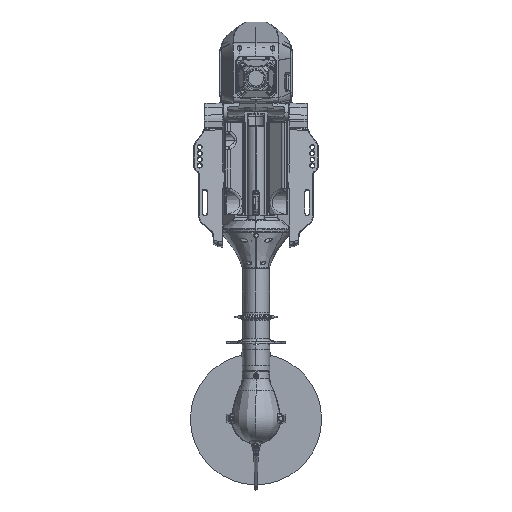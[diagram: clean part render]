
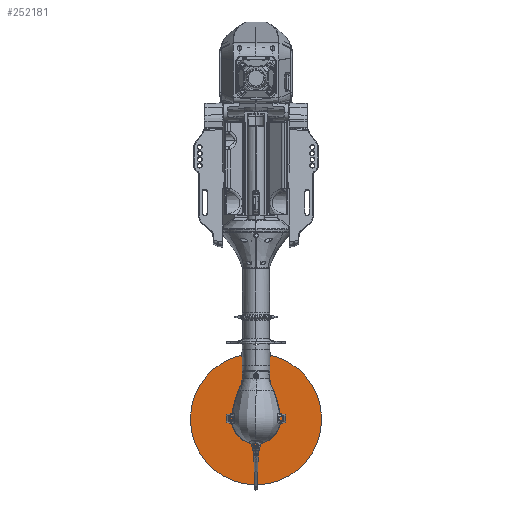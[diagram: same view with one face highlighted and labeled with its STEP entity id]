
A CAD part, left-side view. The second image highlights one B-rep face of the part: STEP entity #252181.
In plain terms, the highlighted planar face has unit normal (-1, 0, 0).
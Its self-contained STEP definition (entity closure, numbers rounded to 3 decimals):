
#114 = DIRECTION ( 'NONE',  ( 1., 0., 0. ) ) ;
#5051 = DIRECTION ( 'NONE',  ( 1., 0., 0. ) ) ;
#7807 = CARTESIAN_POINT ( 'NONE',  ( 383.563, -52.632, -408.97 ) ) ;
#8728 = DIRECTION ( 'NONE',  ( 0., 0., 1. ) ) ;
#13356 = ORIENTED_EDGE ( 'NONE', *, *, #131178, .T. ) ;
#16612 = AXIS2_PLACEMENT_3D ( 'NONE', #163279, #35534, #225852 ) ;
#35534 = DIRECTION ( 'NONE',  ( 1., 0., 0. ) ) ;
#35764 = CARTESIAN_POINT ( 'NONE',  ( 383.563, 0., -356.339 ) ) ;
#36019 = CARTESIAN_POINT ( 'NONE',  ( 383.563, 0., -218.97 ) ) ;
#40790 = FACE_BOUND ( 'NONE', #154520, .T. ) ;
#52482 = AXIS2_PLACEMENT_3D ( 'NONE', #7807, #5051, #8728 ) ;
#55477 = CARTESIAN_POINT ( 'NONE',  ( 383.563, 0., -408.97 ) ) ;
#62592 = EDGE_CURVE ( 'NONE', #127251, #79643, #276317, .T. ) ;
#65629 = AXIS2_PLACEMENT_3D ( 'NONE', #106451, #114, #192293 ) ;
#76887 = DIRECTION ( 'NONE',  ( 0., 0., 1. ) ) ;
#79643 = VERTEX_POINT ( 'NONE', #36019 ) ;
#98082 = ORIENTED_EDGE ( 'NONE', *, *, #163095, .T. ) ;
#98323 = DIRECTION ( 'NONE',  ( 1., 0., 0. ) ) ;
#106321 = CIRCLE ( 'NONE', #65629, 190. ) ;
#106451 = CARTESIAN_POINT ( 'NONE',  ( 383.563, 0., -408.97 ) ) ;
#106830 = AXIS2_PLACEMENT_3D ( 'NONE', #197030, #240856, #223977 ) ;
#109307 = CARTESIAN_POINT ( 'NONE',  ( 383.563, 0., -461.602 ) ) ;
#112630 = CIRCLE ( 'NONE', #106830, 52.632 ) ;
#127251 = VERTEX_POINT ( 'NONE', #242597 ) ;
#131178 = EDGE_CURVE ( 'NONE', #253138, #176540, #112630, .T. ) ;
#134630 = PLANE ( 'NONE',  #52482 ) ;
#154224 = ORIENTED_EDGE ( 'NONE', *, *, #223983, .F. ) ;
#154520 = EDGE_LOOP ( 'NONE', ( #98082, #13356 ) ) ;
#163095 = EDGE_CURVE ( 'NONE', #176540, #253138, #243056, .T. ) ;
#163279 = CARTESIAN_POINT ( 'NONE',  ( 383.563, 0., -408.97 ) ) ;
#176540 = VERTEX_POINT ( 'NONE', #35764 ) ;
#192293 = DIRECTION ( 'NONE',  ( 0., 0., 1. ) ) ;
#192985 = AXIS2_PLACEMENT_3D ( 'NONE', #55477, #98323, #76887 ) ;
#197030 = CARTESIAN_POINT ( 'NONE',  ( 383.563, 0., -408.97 ) ) ;
#222720 = ORIENTED_EDGE ( 'NONE', *, *, #62592, .F. ) ;
#223977 = DIRECTION ( 'NONE',  ( 0., 0., 1. ) ) ;
#223983 = EDGE_CURVE ( 'NONE', #79643, #127251, #106321, .T. ) ;
#225852 = DIRECTION ( 'NONE',  ( 0., 0., 1. ) ) ;
#240856 = DIRECTION ( 'NONE',  ( 1., 0., 0. ) ) ;
#241003 = FACE_OUTER_BOUND ( 'NONE', #262637, .T. ) ;
#242597 = CARTESIAN_POINT ( 'NONE',  ( 383.563, 0., -598.97 ) ) ;
#243056 = CIRCLE ( 'NONE', #16612, 52.632 ) ;
#252181 = ADVANCED_FACE ( 'NONE', ( #241003, #40790 ), #134630, .F. ) ;
#253138 = VERTEX_POINT ( 'NONE', #109307 ) ;
#262637 = EDGE_LOOP ( 'NONE', ( #154224, #222720 ) ) ;
#276317 = CIRCLE ( 'NONE', #192985, 190. ) ;
